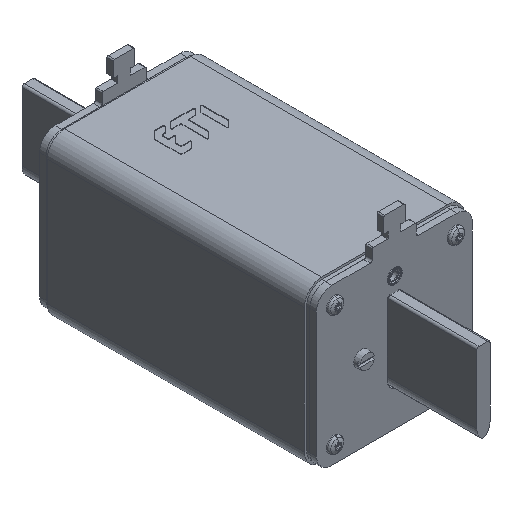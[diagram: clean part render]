
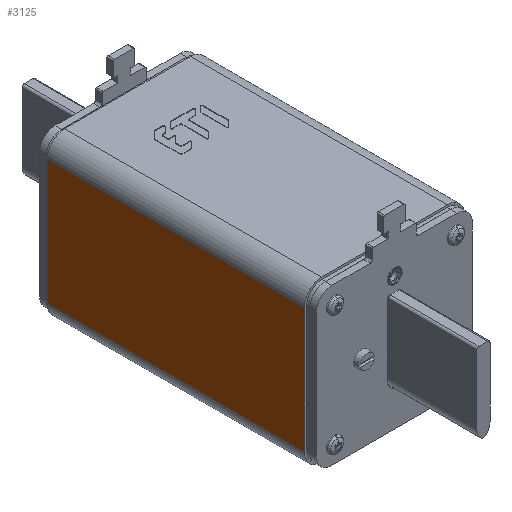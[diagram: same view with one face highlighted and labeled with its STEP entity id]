
A CAD part, isometric view. The second image highlights one B-rep face of the part: STEP entity #3125.
In plain terms, the highlighted face is planar.
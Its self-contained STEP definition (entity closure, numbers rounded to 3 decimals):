
#227=DIRECTION('',(0.,0.,1.));
#228=VECTOR('',#227,117.);
#229=CARTESIAN_POINT('',(36.5,28.5,-58.5));
#230=LINE('',#229,#228);
#241=DIRECTION('',(0.,-1.,0.));
#242=VECTOR('',#241,57.);
#243=CARTESIAN_POINT('',(36.5,28.5,-58.5));
#244=LINE('',#243,#242);
#255=DIRECTION('',(0.,0.,-1.));
#256=VECTOR('',#255,117.);
#257=CARTESIAN_POINT('',(36.5,-28.5,58.5));
#258=LINE('',#257,#256);
#614=DIRECTION('',(0.,-1.,0.));
#615=VECTOR('',#614,57.);
#616=CARTESIAN_POINT('',(36.5,28.5,58.5));
#617=LINE('',#616,#615);
#2607=CARTESIAN_POINT('',(36.5,28.5,-58.5));
#2609=VERTEX_POINT('',#2607);
#2621=CARTESIAN_POINT('',(36.5,-28.5,-58.5));
#2622=VERTEX_POINT('',#2621);
#2640=CARTESIAN_POINT('',(36.5,28.5,58.5));
#2642=VERTEX_POINT('',#2640);
#2643=CARTESIAN_POINT('',(36.5,-28.5,58.5));
#2644=VERTEX_POINT('',#2643);
#3112=CARTESIAN_POINT('',(36.5,-36.5,-58.5));
#3113=DIRECTION('',(1.,0.,0.));
#3114=DIRECTION('',(0.,1.,0.));
#3115=AXIS2_PLACEMENT_3D('',#3112,#3113,#3114);
#3116=PLANE('',#3115);
#3117=ORIENTED_EDGE('',*,*,#3103,.F.);
#3118=ORIENTED_EDGE('',*,*,#3062,.T.);
#3120=ORIENTED_EDGE('',*,*,#3119,.F.);
#3122=ORIENTED_EDGE('',*,*,#3121,.F.);
#3123=EDGE_LOOP('',(#3117,#3118,#3120,#3122));
#3124=FACE_OUTER_BOUND('',#3123,.F.);
#3062=EDGE_CURVE('',#2609,#2622,#244,.T.);
#3103=EDGE_CURVE('',#2609,#2642,#230,.T.);
#3119=EDGE_CURVE('',#2644,#2622,#258,.T.);
#3121=EDGE_CURVE('',#2642,#2644,#617,.T.);
#3125=ADVANCED_FACE('',(#3124),#3116,.T.);
